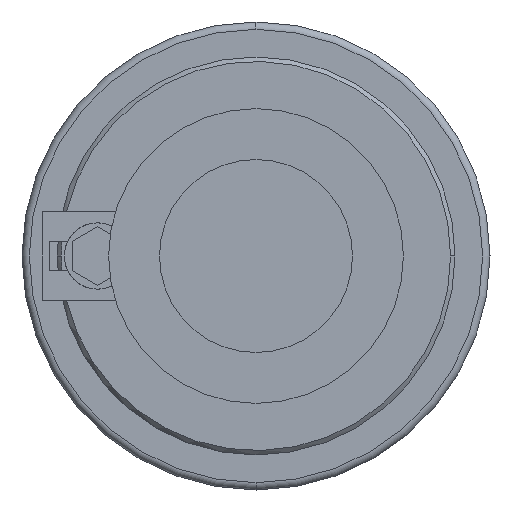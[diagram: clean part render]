
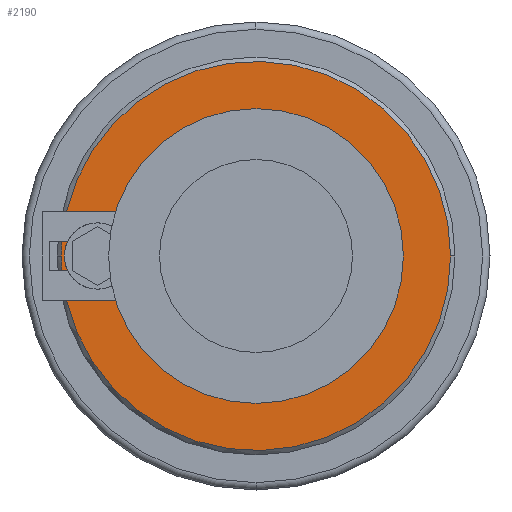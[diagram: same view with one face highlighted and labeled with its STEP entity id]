
A CAD part, left-side view. The second image highlights one B-rep face of the part: STEP entity #2190.
In plain terms, the highlighted planar face has unit normal (-1, 0, 0).
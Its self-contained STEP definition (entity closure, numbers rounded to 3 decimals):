
#615=CARTESIAN_POINT('',(18.104,26.4,0.));
#616=VERTEX_POINT('',#615);
#623=CARTESIAN_POINT('',(18.104,26.324,2.));
#624=VERTEX_POINT('',#623);
#625=CARTESIAN_POINT('',(18.104,0.0,0.0));
#626=DIRECTION('',(1.0,0.0,0.0));
#627=DIRECTION('',(0.0,1.0,0.0));
#628=AXIS2_PLACEMENT_3D('',#625,#626,#627);
#629=CIRCLE('',#628,26.4);
#630=EDGE_CURVE('',#616,#624,#629,.T.);
#632=CARTESIAN_POINT('',(18.104,25.709,6.));
#633=VERTEX_POINT('',#632);
#641=CARTESIAN_POINT('',(18.104,-26.4,0.));
#642=VERTEX_POINT('',#641);
#643=CARTESIAN_POINT('',(18.104,0.0,0.0));
#644=DIRECTION('',(1.0,0.0,0.0));
#645=DIRECTION('',(0.0,1.0,0.0));
#646=AXIS2_PLACEMENT_3D('',#643,#644,#645);
#647=CIRCLE('',#646,26.4);
#648=EDGE_CURVE('',#633,#642,#647,.T.);
#667=CARTESIAN_POINT('',(18.104,15.,0.0));
#668=VERTEX_POINT('',#667);
#684=CARTESIAN_POINT('',(18.104,-15.,0.));
#685=VERTEX_POINT('',#684);
#692=CARTESIAN_POINT('',(18.104,0.0,0.0));
#693=DIRECTION('',(1.0,0.0,0.0));
#694=DIRECTION('',(0.0,1.0,0.0));
#695=AXIS2_PLACEMENT_3D('',#692,#693,#694);
#696=CIRCLE('',#695,15.);
#697=EDGE_CURVE('',#668,#685,#696,.T.);
#1752=CARTESIAN_POINT('',(18.104,20.1,2.));
#1753=VERTEX_POINT('',#1752);
#1754=CARTESIAN_POINT('',(18.104,26.324,2.));
#1755=DIRECTION('',(0.0,-1.0,0.0));
#1756=VECTOR('',#1755,6.224);
#1757=LINE('',#1754,#1756);
#1758=EDGE_CURVE('',#624,#1753,#1757,.T.);
#1778=CARTESIAN_POINT('',(18.104,20.1,3.8));
#1779=VERTEX_POINT('',#1778);
#1780=CARTESIAN_POINT('',(18.104,20.1,2.));
#1781=DIRECTION('',(0.0,0.0,1.0));
#1782=VECTOR('',#1781,1.8);
#1783=LINE('',#1780,#1782);
#1784=EDGE_CURVE('',#1753,#1779,#1783,.T.);
#1803=CARTESIAN_POINT('',(18.104,18.534,3.8));
#1804=VERTEX_POINT('',#1803);
#1805=CARTESIAN_POINT('',(18.104,20.1,3.8));
#1806=DIRECTION('',(0.0,-1.0,0.0));
#1807=VECTOR('',#1806,1.566);
#1808=LINE('',#1805,#1807);
#1809=EDGE_CURVE('',#1779,#1804,#1808,.T.);
#1850=CARTESIAN_POINT('',(18.104,18.534,-3.8));
#1851=VERTEX_POINT('',#1850);
#1858=CARTESIAN_POINT('',(18.104,20.1,-3.8));
#1859=VERTEX_POINT('',#1858);
#1860=CARTESIAN_POINT('',(18.104,18.534,-3.8));
#1861=DIRECTION('',(0.0,1.0,0.0));
#1862=VECTOR('',#1861,1.566);
#1863=LINE('',#1860,#1862);
#1864=EDGE_CURVE('',#1851,#1859,#1863,.T.);
#1883=CARTESIAN_POINT('',(18.104,20.1,-2.));
#1884=VERTEX_POINT('',#1883);
#1885=CARTESIAN_POINT('',(18.104,20.1,-3.8));
#1886=DIRECTION('',(0.0,0.0,1.0));
#1887=VECTOR('',#1886,1.8);
#1888=LINE('',#1885,#1887);
#1889=EDGE_CURVE('',#1859,#1884,#1888,.T.);
#1920=CARTESIAN_POINT('',(18.104,26.324,-2.));
#1921=VERTEX_POINT('',#1920);
#1922=CARTESIAN_POINT('',(18.104,20.1,-2.));
#1923=DIRECTION('',(0.0,1.0,0.0));
#1924=VECTOR('',#1923,6.224);
#1925=LINE('',#1922,#1924);
#1926=EDGE_CURVE('',#1884,#1921,#1925,.T.);
#1975=CARTESIAN_POINT('',(18.104,18.534,6.));
#1976=VERTEX_POINT('',#1975);
#1977=CARTESIAN_POINT('',(18.104,18.534,6.));
#1978=DIRECTION('',(0.0,0.0,-1.0));
#1979=VECTOR('',#1978,2.2);
#1980=LINE('',#1977,#1979);
#1981=EDGE_CURVE('',#1976,#1804,#1980,.T.);
#2002=CARTESIAN_POINT('',(18.104,25.709,-6.));
#2003=VERTEX_POINT('',#2002);
#2049=CARTESIAN_POINT('',(18.104,18.534,-6.));
#2050=VERTEX_POINT('',#2049);
#2051=CARTESIAN_POINT('',(18.104,18.534,-6.));
#2052=DIRECTION('',(0.0,1.0,0.0));
#2053=VECTOR('',#2052,7.175);
#2054=LINE('',#2051,#2053);
#2055=EDGE_CURVE('',#2050,#2003,#2054,.T.);
#2089=CARTESIAN_POINT('',(18.104,18.534,-3.8));
#2090=DIRECTION('',(0.0,0.0,-1.0));
#2091=VECTOR('',#2090,2.2);
#2092=LINE('',#2089,#2091);
#2093=EDGE_CURVE('',#1851,#2050,#2092,.T.);
#2133=CARTESIAN_POINT('',(18.104,25.709,6.));
#2134=DIRECTION('',(0.0,-1.0,0.0));
#2135=VECTOR('',#2134,7.175);
#2136=LINE('',#2133,#2135);
#2137=EDGE_CURVE('',#633,#1976,#2136,.T.);
#2147=CARTESIAN_POINT('',(18.104,20.7,0.0));
#2148=DIRECTION('',(-1.0,0.0,0.0));
#2149=DIRECTION('',(0.0,0.0,1.0));
#2150=AXIS2_PLACEMENT_3D('',#2147,#2148,#2149);
#2151=PLANE('',#2150);
#2152=ORIENTED_EDGE('',*,*,#2093,.T.);
#2153=ORIENTED_EDGE('',*,*,#2055,.T.);
#2154=CARTESIAN_POINT('',(18.104,0.0,0.0));
#2155=DIRECTION('',(1.0,0.0,0.0));
#2156=DIRECTION('',(0.0,1.0,0.0));
#2157=AXIS2_PLACEMENT_3D('',#2154,#2155,#2156);
#2158=CIRCLE('',#2157,26.4);
#2159=EDGE_CURVE('',#642,#2003,#2158,.T.);
#2160=ORIENTED_EDGE('',*,*,#2159,.F.);
#2161=ORIENTED_EDGE('',*,*,#648,.F.);
#2162=ORIENTED_EDGE('',*,*,#2137,.T.);
#2163=ORIENTED_EDGE('',*,*,#1981,.T.);
#2164=ORIENTED_EDGE('',*,*,#1809,.F.);
#2165=ORIENTED_EDGE('',*,*,#1784,.F.);
#2166=ORIENTED_EDGE('',*,*,#1758,.F.);
#2167=ORIENTED_EDGE('',*,*,#630,.F.);
#2168=CARTESIAN_POINT('',(18.104,0.0,0.0));
#2169=DIRECTION('',(1.0,0.0,0.0));
#2170=DIRECTION('',(0.0,1.0,0.0));
#2171=AXIS2_PLACEMENT_3D('',#2168,#2169,#2170);
#2172=CIRCLE('',#2171,26.4);
#2173=EDGE_CURVE('',#1921,#616,#2172,.T.);
#2174=ORIENTED_EDGE('',*,*,#2173,.F.);
#2175=ORIENTED_EDGE('',*,*,#1926,.F.);
#2176=ORIENTED_EDGE('',*,*,#1889,.F.);
#2177=ORIENTED_EDGE('',*,*,#1864,.F.);
#2178=EDGE_LOOP('',(#2152,#2153,#2160,#2161,#2162,#2163,#2164,#2165,#2166,#2167,#2174,#2175,#2176,#2177));
#2179=FACE_OUTER_BOUND('',#2178,.T.);
#2180=ORIENTED_EDGE('',*,*,#697,.T.);
#2181=CARTESIAN_POINT('',(18.104,0.0,0.0));
#2182=DIRECTION('',(1.0,0.0,0.0));
#2183=DIRECTION('',(0.0,1.0,0.0));
#2184=AXIS2_PLACEMENT_3D('',#2181,#2182,#2183);
#2185=CIRCLE('',#2184,15.);
#2186=EDGE_CURVE('',#685,#668,#2185,.T.);
#2187=ORIENTED_EDGE('',*,*,#2186,.T.);
#2188=EDGE_LOOP('',(#2180,#2187));
#2189=FACE_BOUND('',#2188,.T.);
#2190=ADVANCED_FACE('',(#2179,#2189),#2151,.T.);
